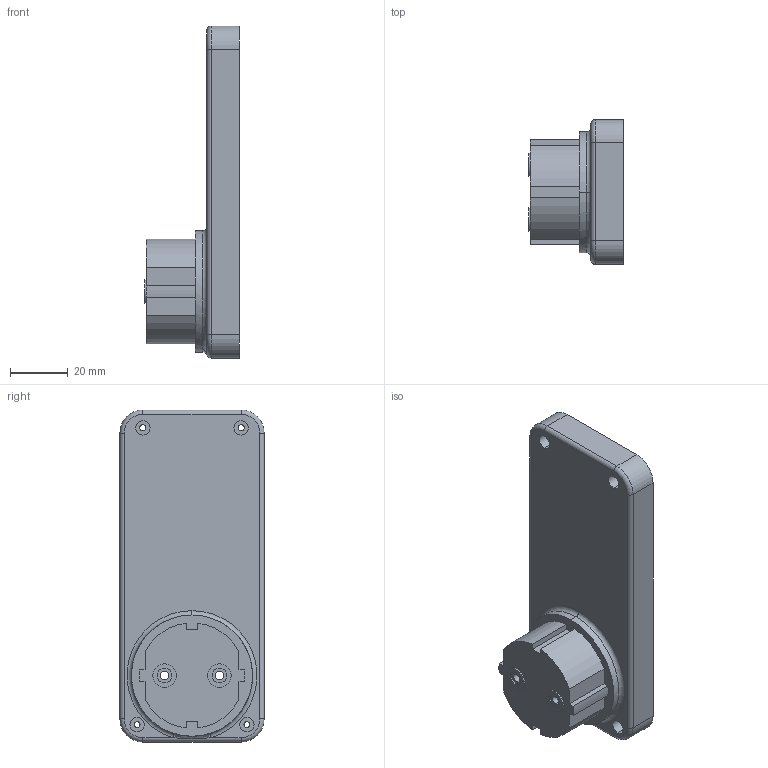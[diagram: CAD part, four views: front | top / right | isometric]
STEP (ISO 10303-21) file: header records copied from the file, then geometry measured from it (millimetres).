
FILE_DESCRIPTION (( 'STEP AP203' ), '1' );
FILE_NAME ('SMG Smart Plug Base V1.1.STEP', '2023-03-29T02:48:48', ( '' ), ( '' ), 'SwSTEP 2.0', 'SolidWorks 2019', '' );
FILE_SCHEMA (( 'CONFIG_CONTROL_DESIGN' ));
Length unit declared in the file: millimetre
Products named in the file (1): SMG Smart Plug Base V1.1
Bounding box: 32.75 x 50 x 115 mm (x, y, z)
Volume: 23383.5 mm3; surface area: 23694.2 mm2
Topology: 1 solids, 1 shells, 229 faces, 606 edges, 395 vertices
Faces by surface type: plane 133, cylinder 66, cone 23, torus 6, bspline 1
Entity records: 7260 total; most frequent: CARTESIAN_POINT 1317, DIRECTION 1248, ORIENTED_EDGE 1212, EDGE_CURVE 606, AXIS2_PLACEMENT_3D 422, LINE 404, VECTOR 404, VERTEX_POINT 395
